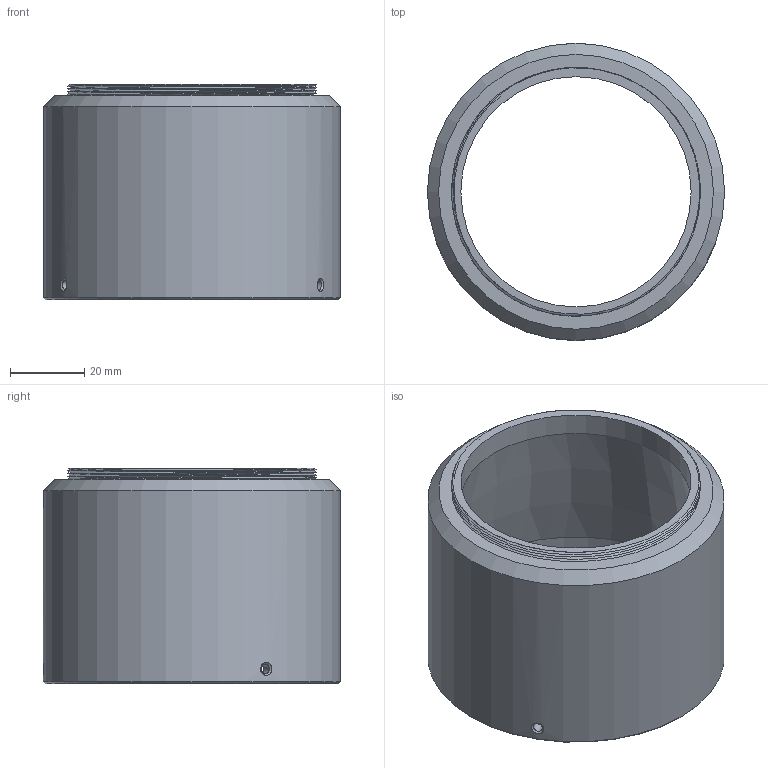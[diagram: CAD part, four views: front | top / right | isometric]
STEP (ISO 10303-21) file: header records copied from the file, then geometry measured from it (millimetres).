
FILE_DESCRIPTION(/* description */ ('Unknown'),/* implementation_level */ '2;1');
FILE_NAME(/* name */ 'filmDigitizer_135_filmCarrier_tubeRokinon_67mmFilterThread_55mm_V2',/* time_stamp */ '2024-05-09T12:20:28-04:00',/* author */ ('Unknown'),/* organization */ ('Unknown'),/* preprocessor_version */ 'ST-DEVELOPER v18.1',/* originating_system */ 'Solid Edge',/* authorisation */ 'Unknown');
FILE_SCHEMA (('AUTOMOTIVE_DESIGN {1 0 10303 214 3 1 1}'));
Length unit declared in the file: millimetre
Products named in the file (2): filmDigitizer_135_filmCarrier_V2; filmDigitizer_135_filmCarrier_tubeRokinon_67mmFilterThread_55mm_V2
Assembly tree (1 placements, depth 2):
  filmDigitizer_135_filmCarrier_V2
    filmDigitizer_135_filmCarrier_tubeRokinon_67mmFilterThread_55mm_V2
Bounding box: 80 x 80 x 58 mm (x, y, z)
Volume: 72623.2 mm3; surface area: 29896.7 mm2
Topology: 1 solids, 1 shells, 18 faces, 48 edges, 32 vertices
Faces by surface type: cylinder 6, bspline 5, cone 4, plane 3
Full cylindrical faces by diameter (mm): 2.5 x3, 62 x1, 73 x1, 80 x1
Entity records: 1335 total; most frequent: CARTESIAN_POINT 984, ORIENTED_EDGE 48, DIRECTION 48, EDGE_LOOP 40, FACE_BOUND 40, EDGE_CURVE 24, AXIS2_PLACEMENT_3D 24, VERTEX_POINT 22
